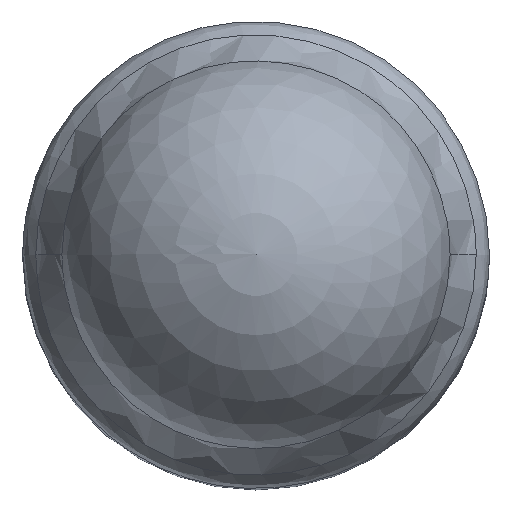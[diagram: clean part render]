
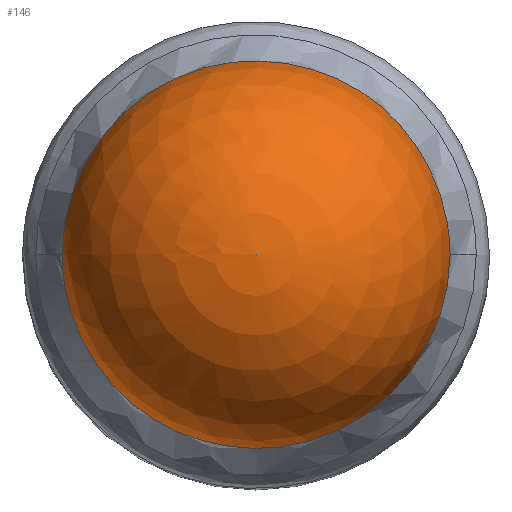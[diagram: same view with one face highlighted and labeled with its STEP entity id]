
A CAD part, top view. The second image highlights one B-rep face of the part: STEP entity #146.
In plain terms, the highlighted spherical face has radius 1 mm.
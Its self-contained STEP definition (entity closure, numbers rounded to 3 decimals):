
#24=SPHERICAL_SURFACE('',#174,1.);
#38=FACE_OUTER_BOUND('',#50,.T.);
#50=EDGE_LOOP('',(#122,#123,#124,#125));
#61=CIRCLE('',#175,1.);
#67=B_SPLINE_CURVE_WITH_KNOTS('',3,(#262,#263,#264,#265,#266,#267,#268),
 .UNSPECIFIED.,.F.,.F.,(4,1,1,1,4),(-0.935,-0.801,
-0.734,-0.601,-0.467),.UNSPECIFIED.);
#72=B_SPLINE_CURVE_WITH_KNOTS('',3,(#376,#377,#378,#379,#380,#381,#382),
 .UNSPECIFIED.,.F.,.F.,(4,1,1,1,4),(-0.467,-0.334,
-0.267,-0.134,0.),.UNSPECIFIED.);
#73=VERTEX_POINT('',#255);
#75=VERTEX_POINT('',#261);
#80=VERTEX_POINT('',#388);
#86=EDGE_CURVE('',#73,#75,#67,.T.);
#93=EDGE_CURVE('',#75,#73,#72,.T.);
#96=EDGE_CURVE('',#80,#73,#61,.T.);
#122=ORIENTED_EDGE('',*,*,#93,.F.);
#123=ORIENTED_EDGE('',*,*,#86,.F.);
#124=ORIENTED_EDGE('',*,*,#96,.F.);
#125=ORIENTED_EDGE('',*,*,#96,.T.);
#146=ADVANCED_FACE('',(#38),#24,.T.);
#174=AXIS2_PLACEMENT_3D('',#387,#198,#199);
#175=AXIS2_PLACEMENT_3D('',#389,#200,#201);
#198=DIRECTION('center_axis',(0.,0.,1.));
#199=DIRECTION('ref_axis',(1.,0.,0.));
#200=DIRECTION('center_axis',(0.,-1.,0.));
#201=DIRECTION('ref_axis',(-1.,0.,0.));
#255=CARTESIAN_POINT('',(-0.998,0.,8.868));
#261=CARTESIAN_POINT('',(0.998,0.001,8.868));
#262=CARTESIAN_POINT('Ctrl Pts',(-0.998,0.,
8.868));
#263=CARTESIAN_POINT('Ctrl Pts',(-0.998,0.297,8.868));
#264=CARTESIAN_POINT('Ctrl Pts',(-0.784,0.737,8.868));
#265=CARTESIAN_POINT('Ctrl Pts',(-0.091,1.074,8.868));
#266=CARTESIAN_POINT('Ctrl Pts',(0.708,0.894,8.868));
#267=CARTESIAN_POINT('Ctrl Pts',(0.997,0.298,8.868));
#268=CARTESIAN_POINT('Ctrl Pts',(0.998,0.001,
8.868));
#376=CARTESIAN_POINT('Ctrl Pts',(0.998,0.001,
8.868));
#377=CARTESIAN_POINT('Ctrl Pts',(0.998,-0.297,8.868));
#378=CARTESIAN_POINT('Ctrl Pts',(0.783,-0.737,8.868));
#379=CARTESIAN_POINT('Ctrl Pts',(0.091,-1.074,8.868));
#380=CARTESIAN_POINT('Ctrl Pts',(-0.708,-0.893,8.868));
#381=CARTESIAN_POINT('Ctrl Pts',(-0.998,-0.297,
8.868));
#382=CARTESIAN_POINT('Ctrl Pts',(-0.998,0.,
8.868));
#387=CARTESIAN_POINT('Origin',(0.,0.,8.8));
#388=CARTESIAN_POINT('',(0.,0.,9.8));
#389=CARTESIAN_POINT('Origin',(0.,0.,8.8));
